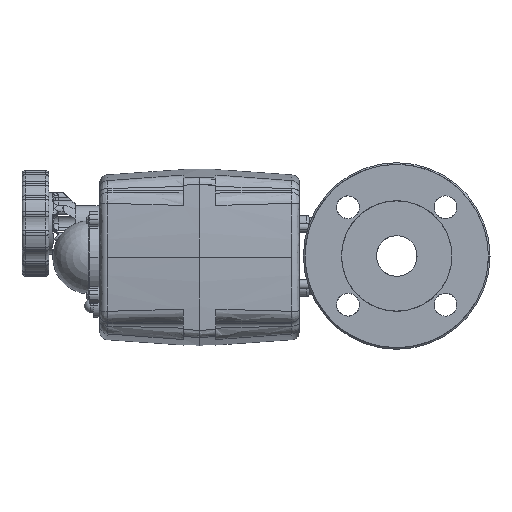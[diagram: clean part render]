
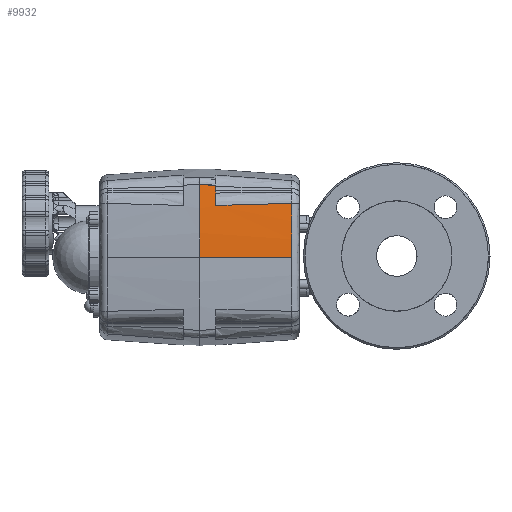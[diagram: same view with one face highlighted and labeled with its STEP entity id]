
A CAD part, left-side view. The second image highlights one B-rep face of the part: STEP entity #9932.
In plain terms, the highlighted conical face has half-angle 4 degrees and reference radius 403.75 mm.
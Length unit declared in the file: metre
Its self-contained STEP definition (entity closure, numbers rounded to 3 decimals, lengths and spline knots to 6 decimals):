
#802 = DIRECTION ( 'NONE',  ( 0., 1., 0. ) ) ;
#1853 = ORIENTED_EDGE ( 'NONE', *, *, #65072, .F. ) ;
#2567 = CARTESIAN_POINT ( 'NONE',  ( -0.069454, 0.1115, 0.156182 ) ) ;
#3086 = CARTESIAN_POINT ( 'NONE',  ( -0.069024, 0.105495, 0.156288 ) ) ;
#3564 = CARTESIAN_POINT ( 'NONE',  ( 0.332325, 0.064651, 0.124186 ) ) ;
#4977 = VERTEX_POINT ( 'NONE', #35494 ) ;
#5304 = CARTESIAN_POINT ( 'NONE',  ( -0.071425, 0.1215, 0.124186 ) ) ;
#7747 = CIRCLE ( 'NONE', #67623, 0.403051 ) ;
#9932 = ADVANCED_FACE ( 'NONE', ( #95422 ), #82470, .T. ) ;
#11106 = DIRECTION ( 'NONE',  ( -1., 0., 0. ) ) ;
#11209 = EDGE_CURVE ( 'NONE', #36163, #4977, #86568, .T. ) ;
#13466 = EDGE_CURVE ( 'NONE', #80496, #39244, #81219, .T. ) ;
#15312 = CARTESIAN_POINT ( 'NONE',  ( -0.068266, 0.1115, 0.168644 ) ) ;
#16896 = DIRECTION ( 'NONE',  ( -1., 0., 0. ) ) ;
#17463 = AXIS2_PLACEMENT_3D ( 'NONE', #29567, #46206, #52616 ) ;
#17618 = CARTESIAN_POINT ( 'NONE',  ( -0.067499, 0.084326, 0.156784 ) ) ;
#26670 = DIRECTION ( 'NONE',  ( 0., -1., 0. ) ) ;
#29567 = CARTESIAN_POINT ( 'NONE',  ( 0.332325, 0.1215, 0.124186 ) ) ;
#30497 = DIRECTION ( 'NONE',  ( -0.07, 0.998, 0. ) ) ;
#32346 = CARTESIAN_POINT ( 'NONE',  ( 0.332325, 0.1115, 0.124186 ) ) ;
#34564 = AXIS2_PLACEMENT_3D ( 'NONE', #90272, #802, #16896 ) ;
#35299 = CARTESIAN_POINT ( 'NONE',  ( -0.069267, 0.108883, 0.156226 ) ) ;
#35494 = CARTESIAN_POINT ( 'NONE',  ( -0.068266, 0.1115, 0.168644 ) ) ;
#35810 = CARTESIAN_POINT ( 'NONE',  ( -0.068717, 0.101208, 0.156371 ) ) ;
#36163 = VERTEX_POINT ( 'NONE', #103700 ) ;
#37463 = CARTESIAN_POINT ( 'NONE',  ( -0.069454, 0.1115, 0.156182 ) ) ;
#39135 = EDGE_CURVE ( 'NONE', #4977, #80496, #7747, .T. ) ;
#39244 = VERTEX_POINT ( 'NONE', #74081 ) ;
#43874 = CARTESIAN_POINT ( 'NONE',  ( -0.06936, 0.110191, 0.156203 ) ) ;
#46206 = DIRECTION ( 'NONE',  ( 0., 1., 0. ) ) ;
#47642 = LINE ( 'NONE', #5304, #87653 ) ;
#52616 = DIRECTION ( 'NONE',  ( -1., 0., 0. ) ) ;
#53365 = ORIENTED_EDGE ( 'NONE', *, *, #101161, .F. ) ;
#54179 = ORIENTED_EDGE ( 'NONE', *, *, #100519, .F. ) ;
#54594 = CIRCLE ( 'NONE', #90527, 0.399775 ) ;
#56943 = DIRECTION ( 'NONE',  ( 0., -1., 0. ) ) ;
#59361 = CARTESIAN_POINT ( 'NONE',  ( -0.06677, 0.074304, 0.1571 ) ) ;
#64572 = VERTEX_POINT ( 'NONE', #83044 ) ;
#65072 = EDGE_CURVE ( 'NONE', #39244, #103528, #54594, .T. ) ;
#65662 = CARTESIAN_POINT ( 'NONE',  ( -0.068902, 0.1215, 0.169254 ) ) ;
#66206 = CARTESIAN_POINT ( 'NONE',  ( -0.068868, 0.120962, 0.169221 ) ) ;
#67623 = AXIS2_PLACEMENT_3D ( 'NONE', #32346, #56943, #81607 ) ;
#67936 = CARTESIAN_POINT ( 'NONE',  ( -0.069099, 0.106535, 0.156268 ) ) ;
#73545 = ORIENTED_EDGE ( 'NONE', *, *, #11209, .F. ) ;
#73922 = EDGE_LOOP ( 'NONE', ( #53365, #1853, #76549, #78319, #73545, #54179 ) ) ;
#74081 = CARTESIAN_POINT ( 'NONE',  ( -0.066062, 0.064651, 0.157464 ) ) ;
#76549 = ORIENTED_EDGE ( 'NONE', *, *, #13466, .F. ) ;
#78319 = ORIENTED_EDGE ( 'NONE', *, *, #39135, .F. ) ;
#80496 = VERTEX_POINT ( 'NONE', #37463 ) ;
#80705 = CIRCLE ( 'NONE', #34564, 0.40375 ) ;
#81219 = B_SPLINE_CURVE_WITH_KNOTS ( 'NONE', 3,
 ( #2567, #43874, #35299, #67936, #3086, #35810, #100573, #82960, #17618, #59361, #91503, #84533 ),
 .UNSPECIFIED., .F., .F.,
 ( 4, 2, 2, 2, 2, 4 ),
 ( 13.200845, 17.136584, 20.263926, 30.032041, 45.661024, 60.189256 ),
 .UNSPECIFIED. ) ;
#81607 = DIRECTION ( 'NONE',  ( -1., 0., 0. ) ) ;
#82272 = CARTESIAN_POINT ( 'NONE',  ( -0.068834, 0.120425, 0.169188 ) ) ;
#82470 = CONICAL_SURFACE ( 'NONE', #17463, 0.40375, 0.07 ) ;
#82960 = CARTESIAN_POINT ( 'NONE',  ( -0.067875, 0.08952, 0.156642 ) ) ;
#83044 = CARTESIAN_POINT ( 'NONE',  ( -0.071425, 0.1215, 0.124186 ) ) ;
#84533 = CARTESIAN_POINT ( 'NONE',  ( -0.066062, 0.064651, 0.157464 ) ) ;
#86568 = B_SPLINE_CURVE_WITH_KNOTS ( 'NONE', 3,
 ( #65662, #66206, #82272, #89744, #105780, #15312 ),
 .UNSPECIFIED., .F., .F.,
 ( 4, 2, 4 ),
 ( 5.021199, 6.639423, 15.059527 ),
 .UNSPECIFIED. ) ;
#87653 = VECTOR ( 'NONE', #30497, 1. ) ;
#89744 = CARTESIAN_POINT ( 'NONE',  ( -0.068622, 0.117092, 0.168985 ) ) ;
#90272 = CARTESIAN_POINT ( 'NONE',  ( 0.332325, 0.1215, 0.124186 ) ) ;
#90527 = AXIS2_PLACEMENT_3D ( 'NONE', #3564, #26670, #11106 ) ;
#91503 = CARTESIAN_POINT ( 'NONE',  ( -0.066417, 0.069477, 0.157271 ) ) ;
#95422 = FACE_OUTER_BOUND ( 'NONE', #73922, .T. ) ;
#100519 = EDGE_CURVE ( 'NONE', #64572, #36163, #80705, .T. ) ;
#100573 = CARTESIAN_POINT ( 'NONE',  ( -0.068484, 0.097961, 0.156441 ) ) ;
#101161 = EDGE_CURVE ( 'NONE', #103528, #64572, #47642, .T. ) ;
#103528 = VERTEX_POINT ( 'NONE', #104753 ) ;
#103700 = CARTESIAN_POINT ( 'NONE',  ( -0.068902, 0.1215, 0.169254 ) ) ;
#104753 = CARTESIAN_POINT ( 'NONE',  ( -0.06745, 0.064651, 0.124186 ) ) ;
#105780 = CARTESIAN_POINT ( 'NONE',  ( -0.068444, 0.114296, 0.168815 ) ) ;
